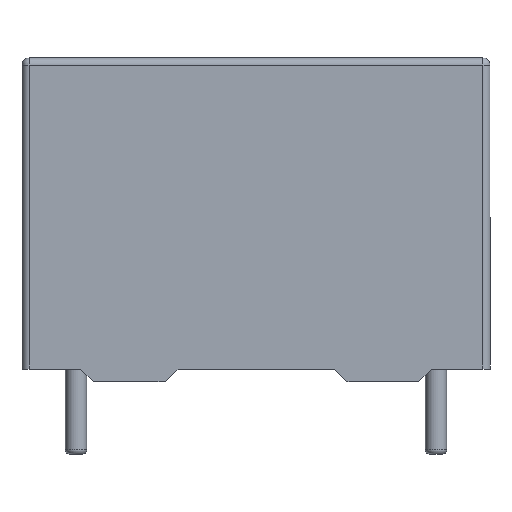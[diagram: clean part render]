
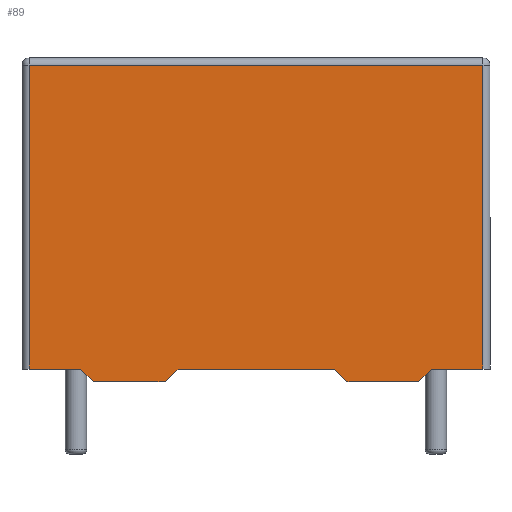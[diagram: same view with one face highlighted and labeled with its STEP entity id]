
A CAD part, front view. The second image highlights one B-rep face of the part: STEP entity #89.
In plain terms, the highlighted free-form (B-spline) face has degree [1, 1] with [2, 2] control points.
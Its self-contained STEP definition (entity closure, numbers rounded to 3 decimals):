
#89=ADVANCED_FACE('',(#449),#451,.F.);
#449=FACE_BOUND('',#450,.T.);
#450=EDGE_LOOP('',(#739,#740,#741,#742,#743,#744,#745,#746,#747,#748,#749,#750));
#451=B_SPLINE_SURFACE_WITH_KNOTS('',1,1,(
(#452,#453),
(#454,#455)),
.UNSPECIFIED.,.F.,.F.,.F.,
(2,2),
(2,2),
(5.,325.171),
(-9.144,214.456),
.UNSPECIFIED.);
#452=CARTESIAN_POINT('',(-0.305,0.,-0.558));
#453=CARTESIAN_POINT('',(-0.305,0.,13.088));
#454=CARTESIAN_POINT('',(-19.845,0.,-0.558));
#455=CARTESIAN_POINT('',(-19.845,0.,13.088));
#739=ORIENTED_EDGE('',*,*,#915,.F.);
#740=ORIENTED_EDGE('',*,*,#916,.F.);
#741=ORIENTED_EDGE('',*,*,#917,.F.);
#742=ORIENTED_EDGE('',*,*,#894,.F.);
#743=ORIENTED_EDGE('',*,*,#918,.F.);
#744=ORIENTED_EDGE('',*,*,#919,.F.);
#745=ORIENTED_EDGE('',*,*,#920,.F.);
#746=ORIENTED_EDGE('',*,*,#890,.F.);
#747=ORIENTED_EDGE('',*,*,#921,.F.);
#748=ORIENTED_EDGE('',*,*,#922,.F.);
#749=ORIENTED_EDGE('',*,*,#923,.F.);
#750=ORIENTED_EDGE('',*,*,#886,.F.);
#886=EDGE_CURVE('',#975,#978,#979,.T.);
#890=EDGE_CURVE('',#984,#986,#987,.T.);
#894=EDGE_CURVE('',#992,#994,#995,.T.);
#915=EDGE_CURVE('',#1033,#975,#1035,.T.);
#916=EDGE_CURVE('',#1036,#1033,#1037,.T.);
#917=EDGE_CURVE('',#994,#1036,#1038,.T.);
#918=EDGE_CURVE('',#1039,#992,#1040,.T.);
#919=EDGE_CURVE('',#1041,#1039,#1042,.T.);
#920=EDGE_CURVE('',#986,#1041,#1043,.T.);
#921=EDGE_CURVE('',#1044,#984,#1045,.T.);
#922=EDGE_CURVE('',#1046,#1044,#1047,.T.);
#923=EDGE_CURVE('',#978,#1046,#1048,.T.);
#975=VERTEX_POINT('',#1123);
#978=VERTEX_POINT('',#1129);
#979=LINE('',#1130,#1131);
#984=VERTEX_POINT('',#1141);
#986=VERTEX_POINT('',#1145);
#987=LINE('',#1146,#1147);
#992=VERTEX_POINT('',#1157);
#994=VERTEX_POINT('',#1161);
#995=LINE('',#1162,#1163);
#1033=VERTEX_POINT('',#1247);
#1035=LINE('',#1252,#1253);
#1036=VERTEX_POINT('',#1255);
#1037=LINE('',#1256,#1257);
#1038=LINE('',#1259,#1260);
#1039=VERTEX_POINT('',#1262);
#1040=LINE('',#1263,#1264);
#1041=VERTEX_POINT('',#1266);
#1042=LINE('',#1267,#1268);
#1043=LINE('',#1270,#1271);
#1044=VERTEX_POINT('',#1273);
#1045=LINE('',#1274,#1275);
#1046=VERTEX_POINT('',#1277);
#1047=LINE('',#1278,#1279);
#1048=LINE('',#1281,#1282);
#1123=CARTESIAN_POINT('',(-0.305,0.,0.));
#1129=CARTESIAN_POINT('',(-2.517,0.,0.));
#1130=CARTESIAN_POINT('',(-0.305,0.,0.));
#1131=VECTOR('',#1132,1.);
#1132=DIRECTION('',(-1.,0.,0.));
#1141=CARTESIAN_POINT('',(-6.716,0.,0.));
#1145=CARTESIAN_POINT('',(-13.433,0.,0.));
#1146=CARTESIAN_POINT('',(-6.716,0.,0.));
#1147=VECTOR('',#1148,1.);
#1148=DIRECTION('',(-1.,0.,0.));
#1157=CARTESIAN_POINT('',(-17.631,0.,0.));
#1161=CARTESIAN_POINT('',(-19.845,0.,0.));
#1162=CARTESIAN_POINT('',(-17.631,0.,0.));
#1163=VECTOR('',#1164,1.);
#1164=DIRECTION('',(-1.,0.,0.));
#1247=CARTESIAN_POINT('',(-0.305,0.,13.088));
#1252=CARTESIAN_POINT('',(-0.305,0.,13.088));
#1253=VECTOR('',#1254,1.);
#1254=DIRECTION('',(0.,0.,-1.));
#1255=CARTESIAN_POINT('',(-19.845,0.,13.088));
#1256=CARTESIAN_POINT('',(-19.845,0.,13.088));
#1257=VECTOR('',#1258,1.);
#1258=DIRECTION('',(1.,0.,0.));
#1259=CARTESIAN_POINT('',(-19.845,0.,0.));
#1260=VECTOR('',#1261,1.);
#1261=DIRECTION('',(0.,0.,1.));
#1262=CARTESIAN_POINT('',(-17.073,0.,-0.558));
#1263=CARTESIAN_POINT('',(-17.073,0.,-0.558));
#1264=VECTOR('',#1265,1.);
#1265=DIRECTION('',(-0.707,0.,0.707));
#1266=CARTESIAN_POINT('',(-13.991,0.,-0.558));
#1267=CARTESIAN_POINT('',(-13.991,0.,-0.558));
#1268=VECTOR('',#1269,1.);
#1269=DIRECTION('',(-1.,0.,0.));
#1270=CARTESIAN_POINT('',(-13.433,0.,0.));
#1271=VECTOR('',#1272,1.);
#1272=DIRECTION('',(-0.707,0.,-0.707));
#1273=CARTESIAN_POINT('',(-6.158,0.,-0.558));
#1274=CARTESIAN_POINT('',(-6.158,0.,-0.558));
#1275=VECTOR('',#1276,1.);
#1276=DIRECTION('',(-0.707,0.,0.707));
#1277=CARTESIAN_POINT('',(-3.075,0.,-0.558));
#1278=CARTESIAN_POINT('',(-3.075,0.,-0.558));
#1279=VECTOR('',#1280,1.);
#1280=DIRECTION('',(-1.,0.,0.));
#1281=CARTESIAN_POINT('',(-2.517,0.,0.));
#1282=VECTOR('',#1283,1.);
#1283=DIRECTION('',(-0.707,0.,-0.707));
